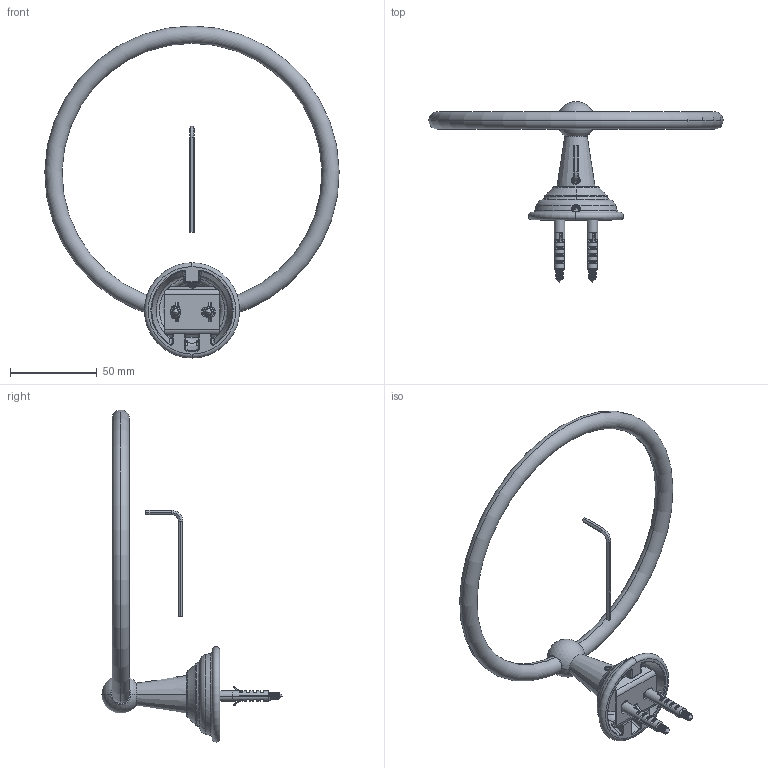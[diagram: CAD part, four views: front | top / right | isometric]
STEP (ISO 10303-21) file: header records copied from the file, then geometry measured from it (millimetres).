
FILE_DESCRIPTION((''),'2;1');
FILE_NAME('JCA0124CH_ASM','2021-07-23T16:33:01',('25393'),(''),'CREO PARAMETRIC BY PTC INC, 2018020','CREO PARAMETRIC BY PTC INC, 2018020','');
FILE_SCHEMA(('CONFIG_CONTROL_DESIGN'));
Length unit declared in the file: millimetre
Products named in the file (11): 2005001-012; 2004124-072; 7002024-312; 7002024-102; 7005025-022; ZG-4_2X38-YDS; JD-S6; DS-M5X7-J; S2_5; DS-M5X10-J; JCA0124CH_ASM
Assembly tree (13 placements, depth 2):
  JCA0124CH_ASM
    2005001-012
    2004124-072
    7002024-312  x2
    7002024-102
    7005025-022
    ZG-4_2X38-YDS  x2
    JD-S6  x2
    DS-M5X7-J
    S2_5
    DS-M5X10-J
Bounding box: 169.98 x 104.29 x 191.7 mm (x, y, z)
Volume: 34582.9 mm3; surface area: 50915.4 mm2
Topology: 13 solids, 13 shells, 824 faces, 2124 edges, 1329 vertices
Faces by surface type: cylinder 331, plane 204, bspline 167, torus 56, cone 42, sphere 24
Entity records: 35555 total; most frequent: CARTESIAN_POINT 23385, ORIENTED_EDGE 2766, DIRECTION 2068, EDGE_CURVE 1383, VERTEX_POINT 870, AXIS2_PLACEMENT_3D 775, EDGE_LOOP 573, B_SPLINE_CURVE_WITH_KNOTS 548
